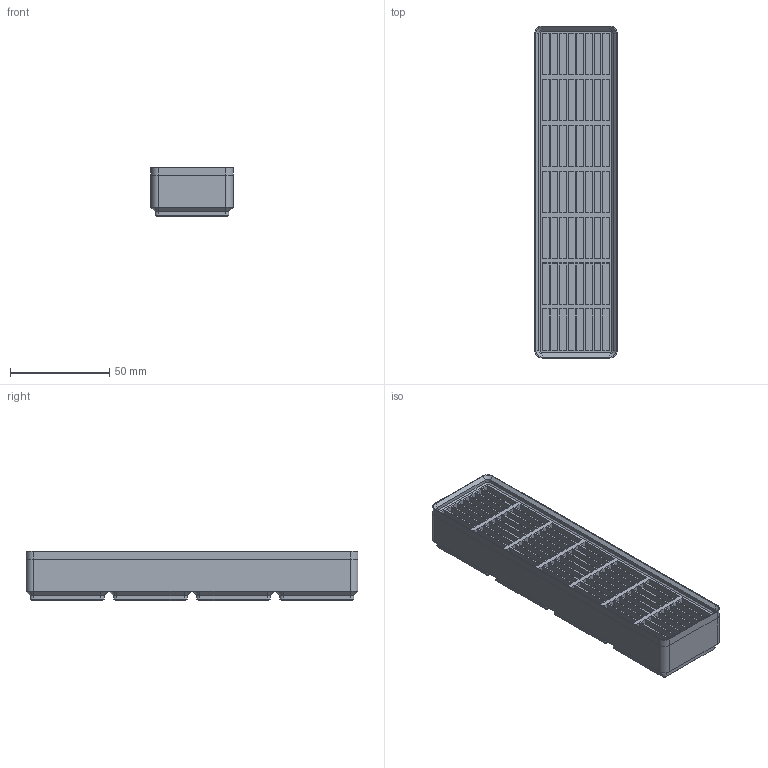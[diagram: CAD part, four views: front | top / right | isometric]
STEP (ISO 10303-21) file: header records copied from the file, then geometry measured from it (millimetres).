
FILE_DESCRIPTION(('FreeCAD Model'),'2;1');
FILE_NAME('Open CASCADE Shape Model','2024-11-19T16:02:04',(''),(''), 'Open CASCADE STEP processor 7.8','FreeCAD','Unknown');
FILE_SCHEMA(('AUTOMOTIVE_DESIGN { 1 0 10303 214 1 1 1 1 }'));
Length unit declared in the file: millimetre
Products named in the file (1): Body
Bounding box: 41.5 x 167.5 x 25 mm (x, y, z)
Volume: 88760.3 mm3; surface area: 61661.2 mm2
Topology: 1 solids, 1 shells, 464 faces, 1046 edges, 656 vertices
Faces by surface type: plane 380, cylinder 44, cone 40
Full cylindrical faces by diameter (mm): 3 x16
Entity records: 12576 total; most frequent: CARTESIAN_POINT 2231, ORIENTED_EDGE 2092, DIRECTION 2032, EDGE_CURVE 1046, LINE 862, VECTOR 862, VERTEX_POINT 656, AXIS2_PLACEMENT_3D 585
